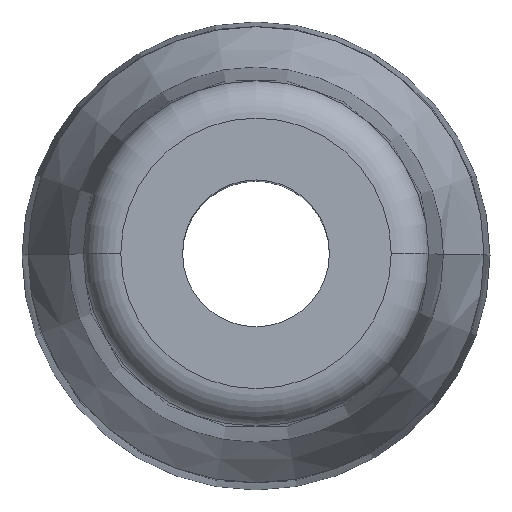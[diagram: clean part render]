
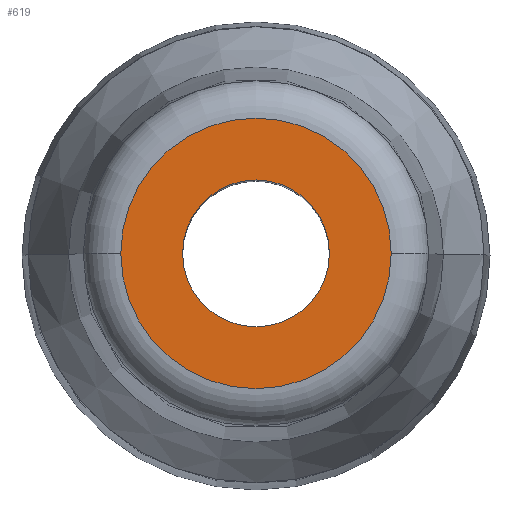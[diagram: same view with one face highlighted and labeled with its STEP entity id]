
A CAD part, top view. The second image highlights one B-rep face of the part: STEP entity #619.
In plain terms, the highlighted planar face has unit normal (0, 0, 1).
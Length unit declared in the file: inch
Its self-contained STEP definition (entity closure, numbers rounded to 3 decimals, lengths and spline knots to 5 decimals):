
#6 = AXIS2_PLACEMENT_3D ( 'NONE', #919, #924, #925 ) ;
#24 = CIRCLE ( 'NONE', #663, 0.1175 ) ;
#72 = VERTEX_POINT ( 'NONE', #505 ) ;
#94 = AXIS2_PLACEMENT_3D ( 'NONE', #1042, #802, #1006 ) ;
#143 = CARTESIAN_POINT ( 'NONE',  ( 0.1175, 0., 0. ) ) ;
#259 = ORIENTED_EDGE ( 'NONE', *, *, #518, .F. ) ;
#264 = EDGE_LOOP ( 'NONE', ( #805, #259 ) ) ;
#300 = DIRECTION ( 'NONE',  ( 1., 0., 0. ) ) ;
#305 = DIRECTION ( 'NONE',  ( 0., 0., 1. ) ) ;
#326 = VERTEX_POINT ( 'NONE', #143 ) ;
#331 = ORIENTED_EDGE ( 'NONE', *, *, #491, .T. ) ;
#371 = CARTESIAN_POINT ( 'NONE',  ( 0., 0., 0. ) ) ;
#429 = AXIS2_PLACEMENT_3D ( 'NONE', #864, #867, #871 ) ;
#491 = EDGE_CURVE ( 'NONE', #72, #649, #860, .T. ) ;
#500 = EDGE_LOOP ( 'NONE', ( #902, #331 ) ) ;
#505 = CARTESIAN_POINT ( 'NONE',  ( 0.21644, 0., 0. ) ) ;
#513 = CIRCLE ( 'NONE', #6, 0.1175 ) ;
#518 = EDGE_CURVE ( 'NONE', #692, #326, #513, .T. ) ;
#551 = EDGE_CURVE ( 'NONE', #649, #72, #600, .T. ) ;
#576 = AXIS2_PLACEMENT_3D ( 'NONE', #989, #981, #979 ) ;
#600 = CIRCLE ( 'NONE', #94, 0.21644 ) ;
#619 = ADVANCED_FACE ( 'NONE', ( #1003, #999 ), #991, .F. ) ;
#646 = CARTESIAN_POINT ( 'NONE',  ( -0.1175, 0., 0. ) ) ;
#649 = VERTEX_POINT ( 'NONE', #828 ) ;
#663 = AXIS2_PLACEMENT_3D ( 'NONE', #371, #305, #300 ) ;
#692 = VERTEX_POINT ( 'NONE', #646 ) ;
#766 = EDGE_CURVE ( 'NONE', #326, #692, #24, .T. ) ;
#802 = DIRECTION ( 'NONE',  ( 0., 0., 1. ) ) ;
#805 = ORIENTED_EDGE ( 'NONE', *, *, #766, .F. ) ;
#828 = CARTESIAN_POINT ( 'NONE',  ( -0.21644, 0., 0. ) ) ;
#860 = CIRCLE ( 'NONE', #429, 0.21644 ) ;
#864 = CARTESIAN_POINT ( 'NONE',  ( 0., 0., 0. ) ) ;
#867 = DIRECTION ( 'NONE',  ( 0., 0., 1. ) ) ;
#871 = DIRECTION ( 'NONE',  ( -1., 0., 0. ) ) ;
#902 = ORIENTED_EDGE ( 'NONE', *, *, #551, .T. ) ;
#919 = CARTESIAN_POINT ( 'NONE',  ( 0., 0., 0. ) ) ;
#924 = DIRECTION ( 'NONE',  ( 0., 0., 1. ) ) ;
#925 = DIRECTION ( 'NONE',  ( 1., 0., 0. ) ) ;
#979 = DIRECTION ( 'NONE',  ( -1., 0., 0. ) ) ;
#981 = DIRECTION ( 'NONE',  ( 0., 0., -1. ) ) ;
#989 = CARTESIAN_POINT ( 'NONE',  ( -0.275, 0., 0. ) ) ;
#991 = PLANE ( 'NONE',  #576 ) ;
#999 = FACE_BOUND ( 'NONE', #264, .T. ) ;
#1003 = FACE_OUTER_BOUND ( 'NONE', #500, .T. ) ;
#1006 = DIRECTION ( 'NONE',  ( -1., 0., 0. ) ) ;
#1042 = CARTESIAN_POINT ( 'NONE',  ( 0., 0., 0. ) ) ;
